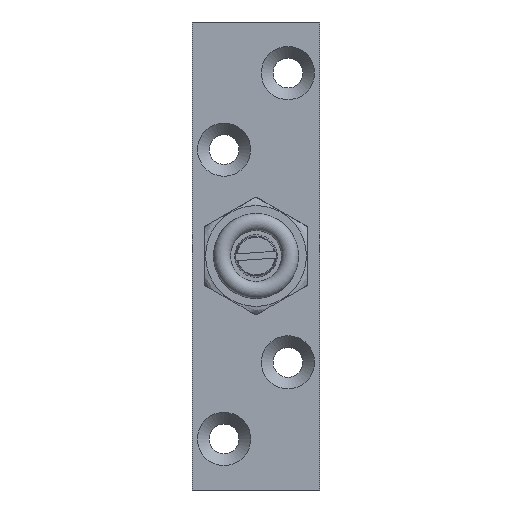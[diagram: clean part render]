
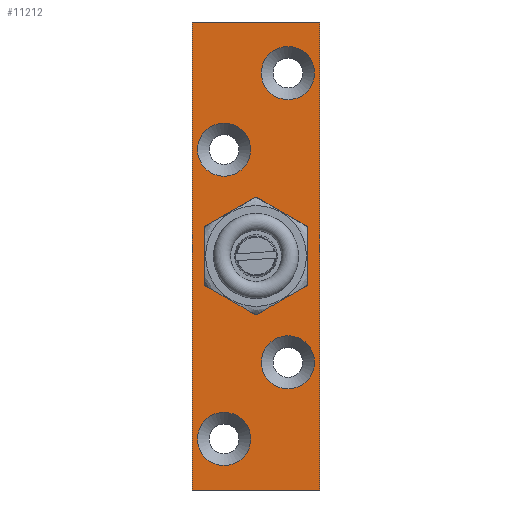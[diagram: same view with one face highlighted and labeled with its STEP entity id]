
A CAD part, front view. The second image highlights one B-rep face of the part: STEP entity #11212.
In plain terms, the highlighted face is planar.
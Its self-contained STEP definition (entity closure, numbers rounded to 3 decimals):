
#10652=CARTESIAN_POINT('',(28.75,30.0,6.));
#10653=VERTEX_POINT('',#10652);
#10654=CARTESIAN_POINT('',(22.5,30.0,6.));
#10655=DIRECTION('',(0.0,0.0,-1.0));
#10656=DIRECTION('',(1.0,0.0,0.0));
#10657=AXIS2_PLACEMENT_3D('',#10654,#10655,#10656);
#10658=CIRCLE('',#10657,6.25);
#10659=EDGE_CURVE('',#10653,#10653,#10658,.T.);
#10742=CARTESIAN_POINT('',(28.75,98.0,6.));
#10743=VERTEX_POINT('',#10742);
#10744=CARTESIAN_POINT('',(22.5,98.0,6.));
#10745=DIRECTION('',(0.0,0.0,-1.0));
#10746=DIRECTION('',(1.0,0.0,0.0));
#10747=AXIS2_PLACEMENT_3D('',#10744,#10745,#10746);
#10748=CIRCLE('',#10747,6.25);
#10749=EDGE_CURVE('',#10743,#10743,#10748,.T.);
#10832=CARTESIAN_POINT('',(13.75,80.0,6.));
#10833=VERTEX_POINT('',#10832);
#10834=CARTESIAN_POINT('',(7.5,80.0,6.));
#10835=DIRECTION('',(0.0,0.0,-1.0));
#10836=DIRECTION('',(1.0,0.0,0.0));
#10837=AXIS2_PLACEMENT_3D('',#10834,#10835,#10836);
#10838=CIRCLE('',#10837,6.25);
#10839=EDGE_CURVE('',#10833,#10833,#10838,.T.);
#10922=CARTESIAN_POINT('',(13.75,12.,6.));
#10923=VERTEX_POINT('',#10922);
#10924=CARTESIAN_POINT('',(7.5,12.,6.));
#10925=DIRECTION('',(0.0,0.0,-1.0));
#10926=DIRECTION('',(1.0,0.0,0.0));
#10927=AXIS2_PLACEMENT_3D('',#10924,#10925,#10926);
#10928=CIRCLE('',#10927,6.25);
#10929=EDGE_CURVE('',#10923,#10923,#10928,.T.);
#11023=CARTESIAN_POINT('',(21.917,55.0,6.));
#11024=VERTEX_POINT('',#11023);
#11025=CARTESIAN_POINT('',(15.,55.0,6.));
#11026=DIRECTION('',(0.0,0.0,-1.0));
#11027=DIRECTION('',(1.0,0.0,0.0));
#11028=AXIS2_PLACEMENT_3D('',#11025,#11026,#11027);
#11029=CIRCLE('',#11028,6.918);
#11030=EDGE_CURVE('',#11024,#11024,#11029,.T.);
#11040=CARTESIAN_POINT('',(0.0,0.0,6.));
#11041=VERTEX_POINT('',#11040);
#11042=CARTESIAN_POINT('',(0.,110.0,6.));
#11043=VERTEX_POINT('',#11042);
#11044=CARTESIAN_POINT('',(0.0,0.0,6.));
#11045=DIRECTION('',(0.0,1.0,0.0));
#11046=VECTOR('',#11045,110.0);
#11047=LINE('',#11044,#11046);
#11048=EDGE_CURVE('',#11041,#11043,#11047,.T.);
#11080=CARTESIAN_POINT('',(30.,110.0,6.));
#11081=VERTEX_POINT('',#11080);
#11082=CARTESIAN_POINT('',(0.,110.0,6.));
#11083=DIRECTION('',(1.0,0.0,0.0));
#11084=VECTOR('',#11083,30.);
#11085=LINE('',#11082,#11084);
#11086=EDGE_CURVE('',#11043,#11081,#11085,.T.);
#11111=CARTESIAN_POINT('',(30.,0.,6.));
#11112=VERTEX_POINT('',#11111);
#11113=CARTESIAN_POINT('',(30.,110.0,6.));
#11114=DIRECTION('',(0.0,-1.0,0.0));
#11115=VECTOR('',#11114,110.0);
#11116=LINE('',#11113,#11115);
#11117=EDGE_CURVE('',#11081,#11112,#11116,.T.);
#11142=CARTESIAN_POINT('',(30.,0.,6.));
#11143=DIRECTION('',(-1.0,0.0,0.0));
#11144=VECTOR('',#11143,30.);
#11145=LINE('',#11142,#11144);
#11146=EDGE_CURVE('',#11112,#11041,#11145,.T.);
#11186=CARTESIAN_POINT('',(15.,55.0,6.));
#11187=DIRECTION('',(0.0,0.0,1.0));
#11188=DIRECTION('',(1.0,0.0,0.0));
#11189=AXIS2_PLACEMENT_3D('',#11186,#11187,#11188);
#11190=PLANE('',#11189);
#11191=ORIENTED_EDGE('',*,*,#11048,.F.);
#11192=ORIENTED_EDGE('',*,*,#11146,.F.);
#11193=ORIENTED_EDGE('',*,*,#11117,.F.);
#11194=ORIENTED_EDGE('',*,*,#11086,.F.);
#11195=EDGE_LOOP('',(#11191,#11192,#11193,#11194));
#11196=FACE_OUTER_BOUND('',#11195,.T.);
#11197=ORIENTED_EDGE('',*,*,#10659,.T.);
#11198=EDGE_LOOP('',(#11197));
#11199=FACE_BOUND('',#11198,.T.);
#11200=ORIENTED_EDGE('',*,*,#10749,.T.);
#11201=EDGE_LOOP('',(#11200));
#11202=FACE_BOUND('',#11201,.T.);
#11203=ORIENTED_EDGE('',*,*,#10839,.T.);
#11204=EDGE_LOOP('',(#11203));
#11205=FACE_BOUND('',#11204,.T.);
#11206=ORIENTED_EDGE('',*,*,#10929,.T.);
#11207=EDGE_LOOP('',(#11206));
#11208=FACE_BOUND('',#11207,.T.);
#11209=ORIENTED_EDGE('',*,*,#11030,.T.);
#11210=EDGE_LOOP('',(#11209));
#11211=FACE_BOUND('',#11210,.T.);
#11212=ADVANCED_FACE('',(#11196,#11199,#11202,#11205,#11208,#11211),#11190,.T.);
